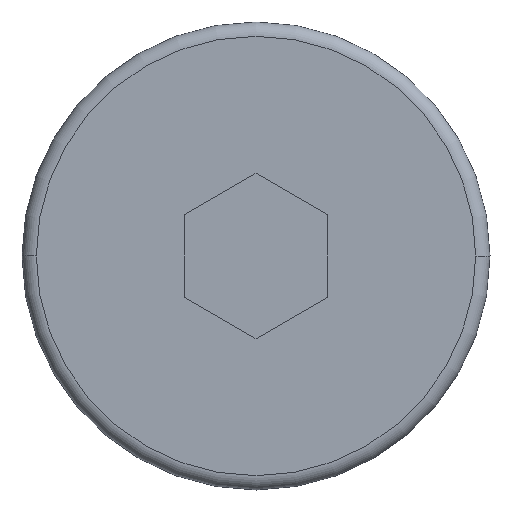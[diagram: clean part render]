
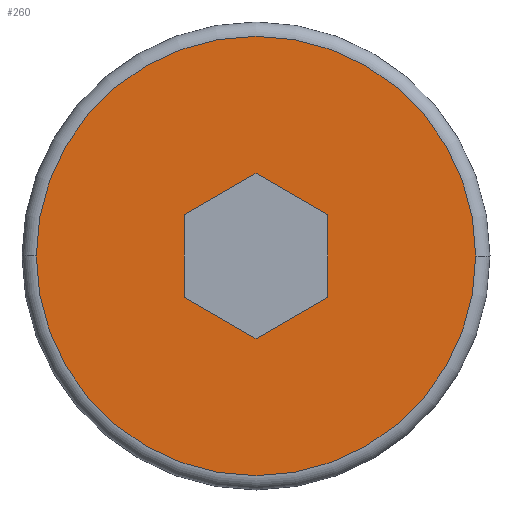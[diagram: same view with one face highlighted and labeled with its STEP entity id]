
A CAD part, left-side view. The second image highlights one B-rep face of the part: STEP entity #260.
In plain terms, the highlighted planar face has unit normal (-1, 0, 0).
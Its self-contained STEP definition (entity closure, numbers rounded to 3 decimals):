
#4 = VECTOR ( 'NONE', #221, 1000. ) ;
#9 = ORIENTED_EDGE ( 'NONE', *, *, #308, .F. ) ;
#15 = CARTESIAN_POINT ( 'NONE',  ( 0., 1.5, 0.866 ) ) ;
#17 = DIRECTION ( 'NONE',  ( 0., 0., -1. ) ) ;
#34 = LINE ( 'NONE', #439, #358 ) ;
#39 = EDGE_CURVE ( 'NONE', #103, #306, #261, .T. ) ;
#42 = EDGE_CURVE ( 'NONE', #306, #244, #125, .T. ) ;
#51 = VECTOR ( 'NONE', #17, 1000. ) ;
#65 = CARTESIAN_POINT ( 'NONE',  ( 0., 0., 0. ) ) ;
#75 = DIRECTION ( 'NONE',  ( 0., -1., 0. ) ) ;
#103 = VERTEX_POINT ( 'NONE', #423 ) ;
#114 = VERTEX_POINT ( 'NONE', #270 ) ;
#117 = EDGE_CURVE ( 'NONE', #114, #194, #410, .T. ) ;
#125 = LINE ( 'NONE', #301, #4 ) ;
#127 = CARTESIAN_POINT ( 'NONE',  ( 0., 0., -1.732 ) ) ;
#155 = EDGE_CURVE ( 'NONE', #395, #438, #460, .T. ) ;
#168 = CARTESIAN_POINT ( 'NONE',  ( 0., 0., 1.732 ) ) ;
#179 = ORIENTED_EDGE ( 'NONE', *, *, #117, .T. ) ;
#190 = DIRECTION ( 'NONE',  ( -1., 0., 0. ) ) ;
#191 = ORIENTED_EDGE ( 'NONE', *, *, #243, .F. ) ;
#194 = VERTEX_POINT ( 'NONE', #230 ) ;
#197 = ORIENTED_EDGE ( 'NONE', *, *, #39, .F. ) ;
#218 = VECTOR ( 'NONE', #487, 1000. ) ;
#221 = DIRECTION ( 'NONE',  ( 0., 0.866, 0.5 ) ) ;
#222 = EDGE_CURVE ( 'NONE', #194, #114, #466, .T. ) ;
#230 = CARTESIAN_POINT ( 'NONE',  ( 0., 4.6, 0. ) ) ;
#243 = EDGE_CURVE ( 'NONE', #244, #395, #335, .T. ) ;
#244 = VERTEX_POINT ( 'NONE', #168 ) ;
#251 = CARTESIAN_POINT ( 'NONE',  ( 0., -1.5, -0.866 ) ) ;
#253 = CARTESIAN_POINT ( 'NONE',  ( 0., -1.5, 0.866 ) ) ;
#257 = VECTOR ( 'NONE', #295, 1000. ) ;
#260 = ADVANCED_FACE ( 'NONE', ( #482, #391 ), #526, .T. ) ;
#261 = LINE ( 'NONE', #251, #409 ) ;
#270 = CARTESIAN_POINT ( 'NONE',  ( 0., -4.6, 0. ) ) ;
#281 = AXIS2_PLACEMENT_3D ( 'NONE', #433, #381, #561 ) ;
#286 = ORIENTED_EDGE ( 'NONE', *, *, #222, .T. ) ;
#295 = DIRECTION ( 'NONE',  ( 0., 0.866, -0.5 ) ) ;
#299 = DIRECTION ( 'NONE',  ( -1., 0., 0. ) ) ;
#301 = CARTESIAN_POINT ( 'NONE',  ( 0., -1.5, 0.866 ) ) ;
#303 = DIRECTION ( 'NONE',  ( 0., -0.866, -0.5 ) ) ;
#306 = VERTEX_POINT ( 'NONE', #253 ) ;
#307 = AXIS2_PLACEMENT_3D ( 'NONE', #65, #190, #517 ) ;
#308 = EDGE_CURVE ( 'NONE', #438, #555, #34, .T. ) ;
#310 = ORIENTED_EDGE ( 'NONE', *, *, #155, .F. ) ;
#317 = EDGE_LOOP ( 'NONE', ( #179, #286 ) ) ;
#330 = CARTESIAN_POINT ( 'NONE',  ( 0., 0., 0. ) ) ;
#331 = AXIS2_PLACEMENT_3D ( 'NONE', #330, #299, #75 ) ;
#335 = LINE ( 'NONE', #477, #257 ) ;
#344 = EDGE_LOOP ( 'NONE', ( #191, #518, #197, #400, #9, #310 ) ) ;
#358 = VECTOR ( 'NONE', #303, 1000. ) ;
#381 = DIRECTION ( 'NONE',  ( -1., 0., 0. ) ) ;
#391 = FACE_BOUND ( 'NONE', #344, .T. ) ;
#395 = VERTEX_POINT ( 'NONE', #478 ) ;
#400 = ORIENTED_EDGE ( 'NONE', *, *, #494, .F. ) ;
#409 = VECTOR ( 'NONE', #448, 1000. ) ;
#410 = CIRCLE ( 'NONE', #307, 4.6 ) ;
#423 = CARTESIAN_POINT ( 'NONE',  ( 0., -1.5, -0.866 ) ) ;
#433 = CARTESIAN_POINT ( 'NONE',  ( 0., 0., 0. ) ) ;
#438 = VERTEX_POINT ( 'NONE', #565 ) ;
#439 = CARTESIAN_POINT ( 'NONE',  ( 0., 1.5, -0.866 ) ) ;
#448 = DIRECTION ( 'NONE',  ( 0., 0., 1. ) ) ;
#460 = LINE ( 'NONE', #15, #51 ) ;
#466 = CIRCLE ( 'NONE', #331, 4.6 ) ;
#477 = CARTESIAN_POINT ( 'NONE',  ( 0., 0., 1.732 ) ) ;
#478 = CARTESIAN_POINT ( 'NONE',  ( 0., 1.5, 0.866 ) ) ;
#482 = FACE_OUTER_BOUND ( 'NONE', #317, .T. ) ;
#487 = DIRECTION ( 'NONE',  ( 0., -0.866, 0.5 ) ) ;
#494 = EDGE_CURVE ( 'NONE', #555, #103, #534, .T. ) ;
#517 = DIRECTION ( 'NONE',  ( 0., -1., 0. ) ) ;
#518 = ORIENTED_EDGE ( 'NONE', *, *, #42, .F. ) ;
#526 = PLANE ( 'NONE',  #281 ) ;
#534 = LINE ( 'NONE', #127, #218 ) ;
#543 = CARTESIAN_POINT ( 'NONE',  ( 0., 0., -1.732 ) ) ;
#555 = VERTEX_POINT ( 'NONE', #543 ) ;
#561 = DIRECTION ( 'NONE',  ( 0., -1., 0. ) ) ;
#565 = CARTESIAN_POINT ( 'NONE',  ( 0., 1.5, -0.866 ) ) ;
